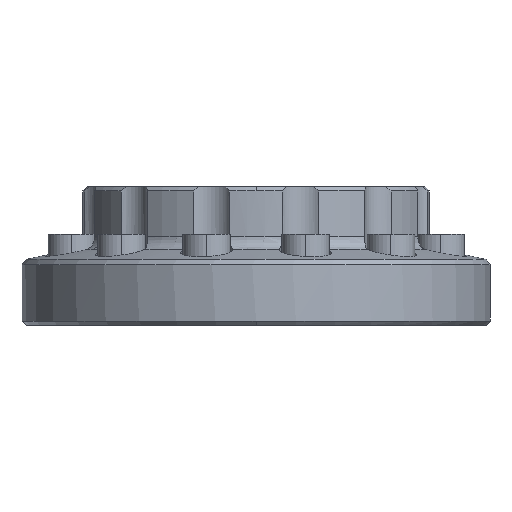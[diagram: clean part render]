
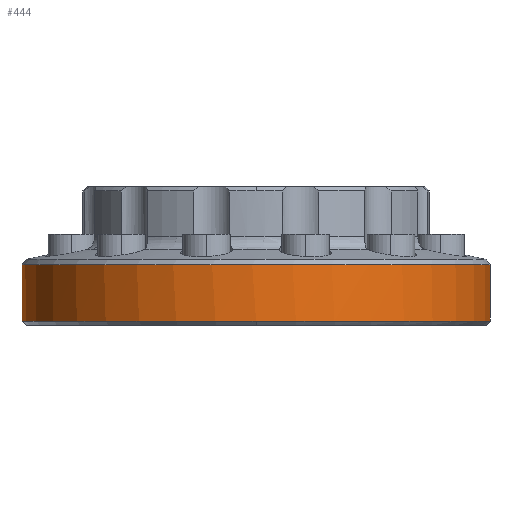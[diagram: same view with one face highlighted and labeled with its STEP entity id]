
A CAD part, left-side view. The second image highlights one B-rep face of the part: STEP entity #444.
In plain terms, the highlighted cylindrical face has radius 27 mm (diameter 54 mm), a partial arc.
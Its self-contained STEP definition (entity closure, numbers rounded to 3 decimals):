
#7 = LINE ( 'NONE', #4999, #4872 ) ;
#36 = DIRECTION ( 'NONE',  ( 0., 0., -1. ) ) ;
#123 = EDGE_CURVE ( 'NONE', #3357, #358, #3819, .T. ) ;
#312 = CARTESIAN_POINT ( 'NONE',  ( 0., 27., -2. ) ) ;
#349 = CARTESIAN_POINT ( 'NONE',  ( 0., 0., 4.5 ) ) ;
#358 = VERTEX_POINT ( 'NONE', #3485 ) ;
#444 = ADVANCED_FACE ( 'NONE', ( #4749 ), #2662, .T. ) ;
#486 = CARTESIAN_POINT ( 'NONE',  ( -0.894, -26.985, 4.5 ) ) ;
#566 = DIRECTION ( 'NONE',  ( 0., -1., 0. ) ) ;
#693 = ORIENTED_EDGE ( 'NONE', *, *, #5168, .F. ) ;
#1002 = VECTOR ( 'NONE', #1189, 1000. ) ;
#1090 = CIRCLE ( 'NONE', #5190, 27. ) ;
#1166 = CARTESIAN_POINT ( 'NONE',  ( -0.894, -26.985, -23.493 ) ) ;
#1189 = DIRECTION ( 'NONE',  ( 0., 0., 1. ) ) ;
#1338 = ORIENTED_EDGE ( 'NONE', *, *, #1759, .F. ) ;
#1374 = ORIENTED_EDGE ( 'NONE', *, *, #5333, .F. ) ;
#1375 = CARTESIAN_POINT ( 'NONE',  ( 0., 0., -2. ) ) ;
#1433 = DIRECTION ( 'NONE',  ( 0., 0., 1. ) ) ;
#1525 = ORIENTED_EDGE ( 'NONE', *, *, #123, .T. ) ;
#1647 = LINE ( 'NONE', #1166, #1002 ) ;
#1682 = EDGE_CURVE ( 'NONE', #1874, #3357, #4526, .T. ) ;
#1687 = AXIS2_PLACEMENT_3D ( 'NONE', #349, #2842, #4142 ) ;
#1693 = VERTEX_POINT ( 'NONE', #3034 ) ;
#1759 = EDGE_CURVE ( 'NONE', #4370, #1693, #3477, .T. ) ;
#1840 = CARTESIAN_POINT ( 'NONE',  ( 0.894, -26.985, 4.5 ) ) ;
#1874 = VERTEX_POINT ( 'NONE', #2293 ) ;
#1989 = DIRECTION ( 'NONE',  ( 0., 0., 1. ) ) ;
#2157 = DIRECTION ( 'NONE',  ( 0., 0., 1. ) ) ;
#2293 = CARTESIAN_POINT ( 'NONE',  ( 0.894, -26.985, -2. ) ) ;
#2481 = EDGE_CURVE ( 'NONE', #4423, #1874, #7, .T. ) ;
#2533 = CARTESIAN_POINT ( 'NONE',  ( 0., 0., 4.5 ) ) ;
#2635 = VERTEX_POINT ( 'NONE', #486 ) ;
#2662 = CYLINDRICAL_SURFACE ( 'NONE', #2756, 27. ) ;
#2756 = AXIS2_PLACEMENT_3D ( 'NONE', #3939, #4290, #4769 ) ;
#2775 = AXIS2_PLACEMENT_3D ( 'NONE', #2533, #2157, #566 ) ;
#2777 = DIRECTION ( 'NONE',  ( 0., -1., 0. ) ) ;
#2842 = DIRECTION ( 'NONE',  ( 0., 0., 1. ) ) ;
#2963 = ORIENTED_EDGE ( 'NONE', *, *, #2481, .T. ) ;
#3034 = CARTESIAN_POINT ( 'NONE',  ( -27., 0., 4.5 ) ) ;
#3110 = ORIENTED_EDGE ( 'NONE', *, *, #5351, .T. ) ;
#3112 = CARTESIAN_POINT ( 'NONE',  ( 27., 0., 4.5 ) ) ;
#3214 = AXIS2_PLACEMENT_3D ( 'NONE', #1375, #3384, #3443 ) ;
#3357 = VERTEX_POINT ( 'NONE', #312 ) ;
#3384 = DIRECTION ( 'NONE',  ( 0., 0., 1. ) ) ;
#3443 = DIRECTION ( 'NONE',  ( 0., -1., 0. ) ) ;
#3477 = CIRCLE ( 'NONE', #2775, 27. ) ;
#3485 = CARTESIAN_POINT ( 'NONE',  ( -0.894, -26.985, -2. ) ) ;
#3513 = EDGE_LOOP ( 'NONE', ( #3110, #1374, #1338, #693, #2963, #3785, #1525 ) ) ;
#3549 = AXIS2_PLACEMENT_3D ( 'NONE', #4425, #1989, #2777 ) ;
#3785 = ORIENTED_EDGE ( 'NONE', *, *, #1682, .T. ) ;
#3819 = CIRCLE ( 'NONE', #3549, 27. ) ;
#3939 = CARTESIAN_POINT ( 'NONE',  ( 0., 0., -23.493 ) ) ;
#4053 = CIRCLE ( 'NONE', #1687, 27. ) ;
#4142 = DIRECTION ( 'NONE',  ( 0., -1., 0. ) ) ;
#4290 = DIRECTION ( 'NONE',  ( 0., 0., -1. ) ) ;
#4370 = VERTEX_POINT ( 'NONE', #3112 ) ;
#4416 = CARTESIAN_POINT ( 'NONE',  ( 0., 0., 4.5 ) ) ;
#4423 = VERTEX_POINT ( 'NONE', #1840 ) ;
#4425 = CARTESIAN_POINT ( 'NONE',  ( 0., 0., -2. ) ) ;
#4526 = CIRCLE ( 'NONE', #3214, 27. ) ;
#4749 = FACE_OUTER_BOUND ( 'NONE', #3513, .T. ) ;
#4769 = DIRECTION ( 'NONE',  ( 0., -1., 0. ) ) ;
#4872 = VECTOR ( 'NONE', #36, 1000. ) ;
#4884 = DIRECTION ( 'NONE',  ( 0., -1., 0. ) ) ;
#4999 = CARTESIAN_POINT ( 'NONE',  ( 0.894, -26.985, -23.493 ) ) ;
#5168 = EDGE_CURVE ( 'NONE', #4423, #4370, #1090, .T. ) ;
#5190 = AXIS2_PLACEMENT_3D ( 'NONE', #4416, #1433, #4884 ) ;
#5333 = EDGE_CURVE ( 'NONE', #1693, #2635, #4053, .T. ) ;
#5351 = EDGE_CURVE ( 'NONE', #358, #2635, #1647, .T. ) ;
